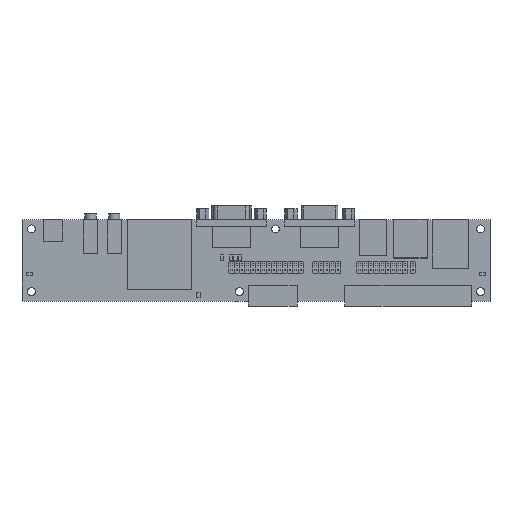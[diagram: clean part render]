
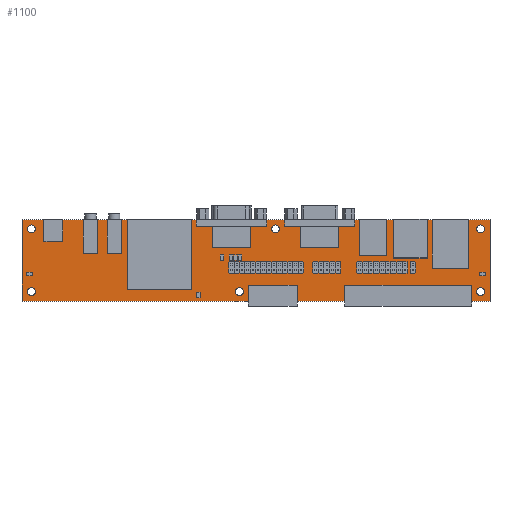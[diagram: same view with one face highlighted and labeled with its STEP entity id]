
A CAD part, top view. The second image highlights one B-rep face of the part: STEP entity #1100.
In plain terms, the highlighted planar face has unit normal (0, 0, 1).
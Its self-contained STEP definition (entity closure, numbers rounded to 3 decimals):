
#367=FACE_BOUND($,#2868,.T.);
#368=FACE_BOUND($,#2869,.T.);
#369=FACE_BOUND($,#2870,.T.);
#370=FACE_BOUND($,#2871,.T.);
#371=FACE_BOUND($,#2872,.T.);
#372=FACE_BOUND($,#2873,.T.);
#1100=ADVANCED_FACE($,(#1980,#367,#368,#369,#370,#371,#372),#10766,.T.);
#1980=FACE_OUTER_BOUND($,#2867,.T.);
#2867=EDGE_LOOP($,(#6148,#6149,#6150,#6151));
#2868=EDGE_LOOP($,(#6152,#6153));
#2869=EDGE_LOOP($,(#6154,#6155));
#2870=EDGE_LOOP($,(#6156,#6157));
#2871=EDGE_LOOP($,(#6158,#6159));
#2872=EDGE_LOOP($,(#6160,#6161));
#2873=EDGE_LOOP($,(#6162,#6163));
#6148=ORIENTED_EDGE($,*,*,#8454,.F.);
#6149=ORIENTED_EDGE($,*,*,#8453,.F.);
#6150=ORIENTED_EDGE($,*,*,#8452,.F.);
#6151=ORIENTED_EDGE($,*,*,#8451,.F.);
#6152=ORIENTED_EDGE($,*,*,#8460,.T.);
#6153=ORIENTED_EDGE($,*,*,#8479,.T.);
#6154=ORIENTED_EDGE($,*,*,#8482,.F.);
#6155=ORIENTED_EDGE($,*,*,#8463,.F.);
#6156=ORIENTED_EDGE($,*,*,#8485,.F.);
#6157=ORIENTED_EDGE($,*,*,#8466,.F.);
#6158=ORIENTED_EDGE($,*,*,#8469,.T.);
#6159=ORIENTED_EDGE($,*,*,#8488,.T.);
#6160=ORIENTED_EDGE($,*,*,#8472,.T.);
#6161=ORIENTED_EDGE($,*,*,#8491,.T.);
#6162=ORIENTED_EDGE($,*,*,#8494,.F.);
#6163=ORIENTED_EDGE($,*,*,#8475,.F.);
#8451=EDGE_CURVE($,#9872,#9873,#12487,.T.);
#8452=EDGE_CURVE($,#9873,#9874,#12488,.T.);
#8453=EDGE_CURVE($,#9874,#9875,#12489,.T.);
#8454=EDGE_CURVE($,#9875,#9872,#12490,.T.);
#8460=EDGE_CURVE($,#9877,#9888,#10901,.T.);
#8463=EDGE_CURVE($,#9879,#9890,#10903,.T.);
#8466=EDGE_CURVE($,#9881,#9892,#10905,.T.);
#8469=EDGE_CURVE($,#9883,#9894,#10907,.T.);
#8472=EDGE_CURVE($,#9885,#9896,#10909,.T.);
#8475=EDGE_CURVE($,#9887,#9898,#10911,.T.);
#8479=EDGE_CURVE($,#9888,#9877,#10913,.T.);
#8482=EDGE_CURVE($,#9890,#9879,#10915,.T.);
#8485=EDGE_CURVE($,#9892,#9881,#10917,.T.);
#8488=EDGE_CURVE($,#9894,#9883,#10919,.T.);
#8491=EDGE_CURVE($,#9896,#9885,#10921,.T.);
#8494=EDGE_CURVE($,#9898,#9887,#10923,.T.);
#9872=VERTEX_POINT($,#20782);
#9873=VERTEX_POINT($,#20783);
#9874=VERTEX_POINT($,#20784);
#9875=VERTEX_POINT($,#20785);
#9877=VERTEX_POINT($,#20787);
#9879=VERTEX_POINT($,#20789);
#9881=VERTEX_POINT($,#20791);
#9883=VERTEX_POINT($,#20793);
#9885=VERTEX_POINT($,#20795);
#9887=VERTEX_POINT($,#20797);
#9888=VERTEX_POINT($,#20798);
#9890=VERTEX_POINT($,#20800);
#9892=VERTEX_POINT($,#20802);
#9894=VERTEX_POINT($,#20804);
#9896=VERTEX_POINT($,#20806);
#9898=VERTEX_POINT($,#20808);
#10766=PLANE($,#13510);
#10901=(
BOUNDED_CURVE()
B_SPLINE_CURVE(2,(#20513,#20514,#20515,#20516,#20517),.UNSPECIFIED.,.F.,
.F.)
B_SPLINE_CURVE_WITH_KNOTS((3,2,3),(0.,2.748,5.497),
.UNSPECIFIED.)
CURVE()
GEOMETRIC_REPRESENTATION_ITEM()
RATIONAL_B_SPLINE_CURVE((1.,0.707,1.,0.707,1.))
REPRESENTATION_ITEM($)
);
#10903=(
BOUNDED_CURVE()
B_SPLINE_CURVE(2,(#20525,#20526,#20527,#20528,#20529),.UNSPECIFIED.,.F.,
.F.)
B_SPLINE_CURVE_WITH_KNOTS((3,2,3),(0.,2.748,5.497),
.UNSPECIFIED.)
CURVE()
GEOMETRIC_REPRESENTATION_ITEM()
RATIONAL_B_SPLINE_CURVE((1.,0.707,1.,0.707,1.))
REPRESENTATION_ITEM($)
);
#10905=(
BOUNDED_CURVE()
B_SPLINE_CURVE(2,(#20537,#20538,#20539,#20540,#20541),.UNSPECIFIED.,.F.,
.F.)
B_SPLINE_CURVE_WITH_KNOTS((3,2,3),(0.,2.748,5.497),
.UNSPECIFIED.)
CURVE()
GEOMETRIC_REPRESENTATION_ITEM()
RATIONAL_B_SPLINE_CURVE((1.,0.707,1.,0.707,1.))
REPRESENTATION_ITEM($)
);
#10907=(
BOUNDED_CURVE()
B_SPLINE_CURVE(2,(#20549,#20550,#20551,#20552,#20553),.UNSPECIFIED.,.F.,
.F.)
B_SPLINE_CURVE_WITH_KNOTS((3,2,3),(0.,2.748,5.497),
.UNSPECIFIED.)
CURVE()
GEOMETRIC_REPRESENTATION_ITEM()
RATIONAL_B_SPLINE_CURVE((1.,0.707,1.,0.707,1.))
REPRESENTATION_ITEM($)
);
#10909=(
BOUNDED_CURVE()
B_SPLINE_CURVE(2,(#20561,#20562,#20563,#20564,#20565),.UNSPECIFIED.,.F.,
.F.)
B_SPLINE_CURVE_WITH_KNOTS((3,2,3),(0.,2.748,5.497),
.UNSPECIFIED.)
CURVE()
GEOMETRIC_REPRESENTATION_ITEM()
RATIONAL_B_SPLINE_CURVE((1.,0.707,1.,0.707,1.))
REPRESENTATION_ITEM($)
);
#10911=(
BOUNDED_CURVE()
B_SPLINE_CURVE(2,(#20573,#20574,#20575,#20576,#20577),.UNSPECIFIED.,.F.,
.F.)
B_SPLINE_CURVE_WITH_KNOTS((3,2,3),(0.,2.748,5.497),
.UNSPECIFIED.)
CURVE()
GEOMETRIC_REPRESENTATION_ITEM()
RATIONAL_B_SPLINE_CURVE((1.,0.707,1.,0.707,1.))
REPRESENTATION_ITEM($)
);
#10913=(
BOUNDED_CURVE()
B_SPLINE_CURVE(2,(#20587,#20588,#20589,#20590,#20591),.UNSPECIFIED.,.F.,
.F.)
B_SPLINE_CURVE_WITH_KNOTS((3,2,3),(5.497,8.245,10.993),
.UNSPECIFIED.)
CURVE()
GEOMETRIC_REPRESENTATION_ITEM()
RATIONAL_B_SPLINE_CURVE((1.,0.707,1.,0.707,1.))
REPRESENTATION_ITEM($)
);
#10915=(
BOUNDED_CURVE()
B_SPLINE_CURVE(2,(#20599,#20600,#20601,#20602,#20603),.UNSPECIFIED.,.F.,
.F.)
B_SPLINE_CURVE_WITH_KNOTS((3,2,3),(5.497,8.245,10.993),
.UNSPECIFIED.)
CURVE()
GEOMETRIC_REPRESENTATION_ITEM()
RATIONAL_B_SPLINE_CURVE((1.,0.707,1.,0.707,1.))
REPRESENTATION_ITEM($)
);
#10917=(
BOUNDED_CURVE()
B_SPLINE_CURVE(2,(#20611,#20612,#20613,#20614,#20615),.UNSPECIFIED.,.F.,
.F.)
B_SPLINE_CURVE_WITH_KNOTS((3,2,3),(5.497,8.245,10.993),
.UNSPECIFIED.)
CURVE()
GEOMETRIC_REPRESENTATION_ITEM()
RATIONAL_B_SPLINE_CURVE((1.,0.707,1.,0.707,1.))
REPRESENTATION_ITEM($)
);
#10919=(
BOUNDED_CURVE()
B_SPLINE_CURVE(2,(#20623,#20624,#20625,#20626,#20627),.UNSPECIFIED.,.F.,
.F.)
B_SPLINE_CURVE_WITH_KNOTS((3,2,3),(5.497,8.245,10.993),
.UNSPECIFIED.)
CURVE()
GEOMETRIC_REPRESENTATION_ITEM()
RATIONAL_B_SPLINE_CURVE((1.,0.707,1.,0.707,1.))
REPRESENTATION_ITEM($)
);
#10921=(
BOUNDED_CURVE()
B_SPLINE_CURVE(2,(#20635,#20636,#20637,#20638,#20639),.UNSPECIFIED.,.F.,
.F.)
B_SPLINE_CURVE_WITH_KNOTS((3,2,3),(5.497,8.245,10.993),
.UNSPECIFIED.)
CURVE()
GEOMETRIC_REPRESENTATION_ITEM()
RATIONAL_B_SPLINE_CURVE((1.,0.707,1.,0.707,1.))
REPRESENTATION_ITEM($)
);
#10923=(
BOUNDED_CURVE()
B_SPLINE_CURVE(2,(#20647,#20648,#20649,#20650,#20651),.UNSPECIFIED.,.F.,
.F.)
B_SPLINE_CURVE_WITH_KNOTS((3,2,3),(5.497,8.245,10.993),
.UNSPECIFIED.)
CURVE()
GEOMETRIC_REPRESENTATION_ITEM()
RATIONAL_B_SPLINE_CURVE((1.,0.707,1.,0.707,1.))
REPRESENTATION_ITEM($)
);
#12487=B_SPLINE_CURVE_WITH_KNOTS($,1,(#20492,#20493),.UNSPECIFIED.,.F.,.F.,
(2,2),(0.,36.),.UNSPECIFIED.);
#12488=B_SPLINE_CURVE_WITH_KNOTS($,1,(#20494,#20495),.UNSPECIFIED.,.F.,.F.,
(2,2),(0.,206.5),.UNSPECIFIED.);
#12489=B_SPLINE_CURVE_WITH_KNOTS($,1,(#20496,#20497),.UNSPECIFIED.,.F.,.F.,
(2,2),(0.,36.),.UNSPECIFIED.);
#12490=B_SPLINE_CURVE_WITH_KNOTS($,1,(#20498,#20499),.UNSPECIFIED.,.F.,.F.,
(2,2),(0.,206.5),.UNSPECIFIED.);
#13510=AXIS2_PLACEMENT_3D($,#20657,#14238,$);
#14238=DIRECTION($,(0.,0.,1.));
#20492=CARTESIAN_POINT($,(0.,0.,1.7));
#20493=CARTESIAN_POINT($,(0.,36.,1.7));
#20494=CARTESIAN_POINT($,(0.,36.,1.7));
#20495=CARTESIAN_POINT($,(206.5,36.,1.7));
#20496=CARTESIAN_POINT($,(206.5,36.,1.7));
#20497=CARTESIAN_POINT($,(206.5,0.,1.7));
#20498=CARTESIAN_POINT($,(206.5,0.,1.7));
#20499=CARTESIAN_POINT($,(0.,0.,1.7));
#20513=CARTESIAN_POINT($,(113.6,31.85,1.7));
#20514=CARTESIAN_POINT($,(113.6,30.1,1.7));
#20515=CARTESIAN_POINT($,(111.85,30.1,1.7));
#20516=CARTESIAN_POINT($,(110.1,30.1,1.7));
#20517=CARTESIAN_POINT($,(110.1,31.85,1.7));
#20525=CARTESIAN_POINT($,(97.7,4.15,1.7));
#20526=CARTESIAN_POINT($,(97.7,5.9,1.7));
#20527=CARTESIAN_POINT($,(95.95,5.9,1.7));
#20528=CARTESIAN_POINT($,(94.2,5.9,1.7));
#20529=CARTESIAN_POINT($,(94.2,4.15,1.7));
#20537=CARTESIAN_POINT($,(200.6,31.85,1.7));
#20538=CARTESIAN_POINT($,(200.6,30.1,1.7));
#20539=CARTESIAN_POINT($,(202.35,30.1,1.7));
#20540=CARTESIAN_POINT($,(204.1,30.1,1.7));
#20541=CARTESIAN_POINT($,(204.1,31.85,1.7));
#20549=CARTESIAN_POINT($,(200.6,4.15,1.7));
#20550=CARTESIAN_POINT($,(200.6,5.9,1.7));
#20551=CARTESIAN_POINT($,(202.35,5.9,1.7));
#20552=CARTESIAN_POINT($,(204.1,5.9,1.7));
#20553=CARTESIAN_POINT($,(204.1,4.15,1.7));
#20561=CARTESIAN_POINT($,(5.9,31.85,1.7));
#20562=CARTESIAN_POINT($,(5.9,30.1,1.7));
#20563=CARTESIAN_POINT($,(4.15,30.1,1.7));
#20564=CARTESIAN_POINT($,(2.4,30.1,1.7));
#20565=CARTESIAN_POINT($,(2.4,31.85,1.7));
#20573=CARTESIAN_POINT($,(5.9,4.15,1.7));
#20574=CARTESIAN_POINT($,(5.9,5.9,1.7));
#20575=CARTESIAN_POINT($,(4.15,5.9,1.7));
#20576=CARTESIAN_POINT($,(2.4,5.9,1.7));
#20577=CARTESIAN_POINT($,(2.4,4.15,1.7));
#20587=CARTESIAN_POINT($,(110.1,31.85,1.7));
#20588=CARTESIAN_POINT($,(110.1,33.6,1.7));
#20589=CARTESIAN_POINT($,(111.85,33.6,1.7));
#20590=CARTESIAN_POINT($,(113.6,33.6,1.7));
#20591=CARTESIAN_POINT($,(113.6,31.85,1.7));
#20599=CARTESIAN_POINT($,(94.2,4.15,1.7));
#20600=CARTESIAN_POINT($,(94.2,2.4,1.7));
#20601=CARTESIAN_POINT($,(95.95,2.4,1.7));
#20602=CARTESIAN_POINT($,(97.7,2.4,1.7));
#20603=CARTESIAN_POINT($,(97.7,4.15,1.7));
#20611=CARTESIAN_POINT($,(204.1,31.85,1.7));
#20612=CARTESIAN_POINT($,(204.1,33.6,1.7));
#20613=CARTESIAN_POINT($,(202.35,33.6,1.7));
#20614=CARTESIAN_POINT($,(200.6,33.6,1.7));
#20615=CARTESIAN_POINT($,(200.6,31.85,1.7));
#20623=CARTESIAN_POINT($,(204.1,4.15,1.7));
#20624=CARTESIAN_POINT($,(204.1,2.4,1.7));
#20625=CARTESIAN_POINT($,(202.35,2.4,1.7));
#20626=CARTESIAN_POINT($,(200.6,2.4,1.7));
#20627=CARTESIAN_POINT($,(200.6,4.15,1.7));
#20635=CARTESIAN_POINT($,(2.4,31.85,1.7));
#20636=CARTESIAN_POINT($,(2.4,33.6,1.7));
#20637=CARTESIAN_POINT($,(4.15,33.6,1.7));
#20638=CARTESIAN_POINT($,(5.9,33.6,1.7));
#20639=CARTESIAN_POINT($,(5.9,31.85,1.7));
#20647=CARTESIAN_POINT($,(2.4,4.15,1.7));
#20648=CARTESIAN_POINT($,(2.4,2.4,1.7));
#20649=CARTESIAN_POINT($,(4.15,2.4,1.7));
#20650=CARTESIAN_POINT($,(5.9,2.4,1.7));
#20651=CARTESIAN_POINT($,(5.9,4.15,1.7));
#20657=CARTESIAN_POINT($,(0.,0.,1.7));
#20782=CARTESIAN_POINT($,(0.,0.,1.7));
#20783=CARTESIAN_POINT($,(0.,36.,1.7));
#20784=CARTESIAN_POINT($,(206.5,36.,1.7));
#20785=CARTESIAN_POINT($,(206.5,0.,1.7));
#20787=CARTESIAN_POINT($,(113.6,31.85,1.7));
#20789=CARTESIAN_POINT($,(97.7,4.15,1.7));
#20791=CARTESIAN_POINT($,(200.6,31.85,1.7));
#20793=CARTESIAN_POINT($,(200.6,4.15,1.7));
#20795=CARTESIAN_POINT($,(5.9,31.85,1.7));
#20797=CARTESIAN_POINT($,(5.9,4.15,1.7));
#20798=CARTESIAN_POINT($,(110.1,31.85,1.7));
#20800=CARTESIAN_POINT($,(94.2,4.15,1.7));
#20802=CARTESIAN_POINT($,(204.1,31.85,1.7));
#20804=CARTESIAN_POINT($,(204.1,4.15,1.7));
#20806=CARTESIAN_POINT($,(2.4,31.85,1.7));
#20808=CARTESIAN_POINT($,(2.4,4.15,1.7));
